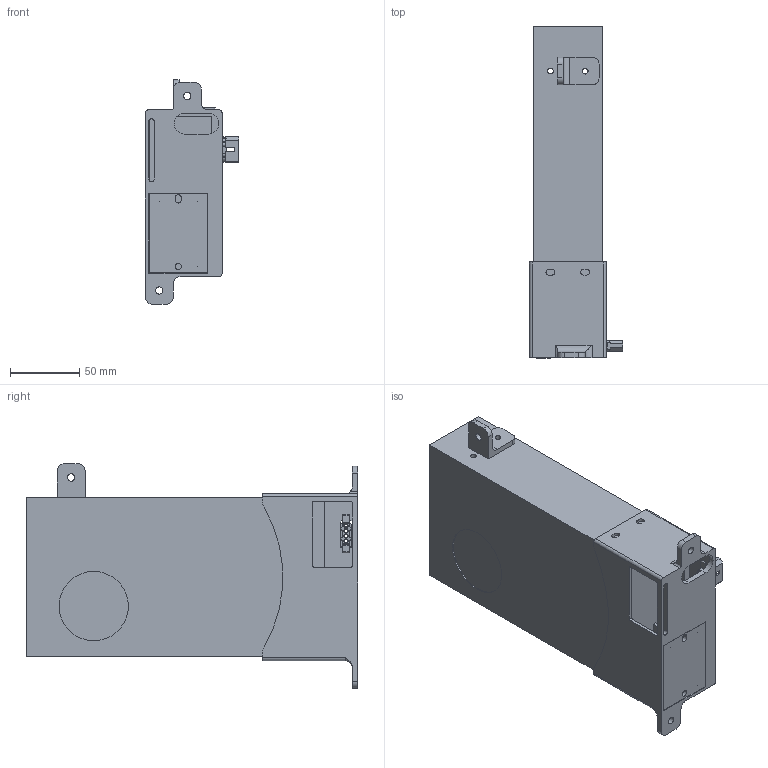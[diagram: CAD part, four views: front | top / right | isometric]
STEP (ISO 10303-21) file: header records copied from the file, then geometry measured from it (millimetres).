
FILE_DESCRIPTION(/* description */ (''),/* implementation_level */ '2;1');
FILE_NAME(/* name */ 'Power Box [REV C].stp',/* time_stamp */ '2016-04-30T00:44:11-07:00',/* author */ (''),/* organization */ (''),/* preprocessor_version */ 'ST-DEVELOPER v16.2',/* originating_system */ 'Autodesk Translation Framework v4.3.0.3010',/* authorisation */ '');
FILE_SCHEMA (('AUTOMOTIVE_DESIGN { 1 0 10303 214 3 1 1 }'));
Length unit declared in the file: centimetre
Products named in the file (5): Power Box v28; SSR v1; Main Relay Body; 003062041 v3; 12V PSU v1
Assembly tree (4 placements, depth 3):
  Power Box v28
    SSR v1
      Main Relay Body
    003062041 v3
    12V PSU v1
Bounding box: 67.14 x 239.2 x 162.01 mm (x, y, z)
Volume: 1300388.9 mm3; surface area: 162452.9 mm2
Topology: 10 solids, 10 shells, 320 faces, 871 edges, 570 vertices
Faces by surface type: plane 189, cylinder 123, cone 7, torus 1
Full cylindrical faces by diameter (mm): 2.184 x4, 2.819 x4, 3.251 x4, 4 x16, 4.2 x11, 4.3 x1, 4.5 x1, 5.3 x3, 50 x1
Entity records: 10140 total; most frequent: CARTESIAN_POINT 1813, DIRECTION 1712, ORIENTED_EDGE 1622, EDGE_CURVE 811, AXIS2_PLACEMENT_3D 577, VERTEX_POINT 562, LINE 558, VECTOR 558
